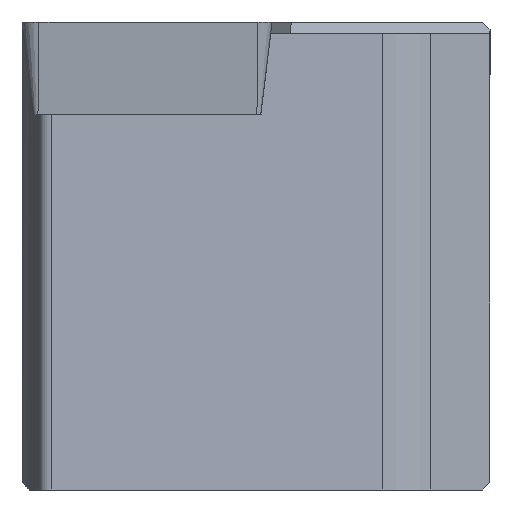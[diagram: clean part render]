
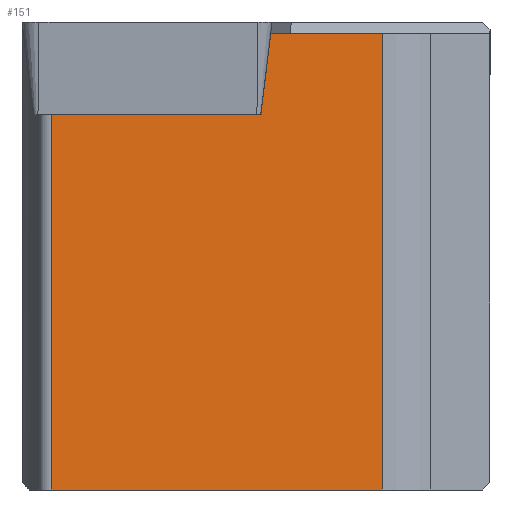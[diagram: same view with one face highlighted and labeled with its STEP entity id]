
A CAD part, left-side view. The second image highlights one B-rep face of the part: STEP entity #151.
In plain terms, the highlighted planar face has unit normal (-0.996, -0.087, 0).
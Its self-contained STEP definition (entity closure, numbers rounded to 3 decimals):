
#151=ADVANCED_FACE('',(#208),#177,.F.);
#177=PLANE('',#722);
#208=FACE_OUTER_BOUND('',#240,.T.);
#240=EDGE_LOOP('',(#392,#393,#394,#395,#396,#397));
#392=ORIENTED_EDGE('',*,*,#545,.T.);
#393=ORIENTED_EDGE('',*,*,#543,.T.);
#394=ORIENTED_EDGE('',*,*,#501,.F.);
#395=ORIENTED_EDGE('',*,*,#546,.T.);
#396=ORIENTED_EDGE('',*,*,#533,.F.);
#397=ORIENTED_EDGE('',*,*,#547,.T.);
#441=VERTEX_POINT('',#953);
#442=VERTEX_POINT('',#955);
#461=VERTEX_POINT('',#1016);
#463=VERTEX_POINT('',#1019);
#469=VERTEX_POINT('',#1038);
#470=VERTEX_POINT('',#1042);
#501=EDGE_CURVE('',#441,#442,#572,.T.);
#533=EDGE_CURVE('',#461,#463,#599,.T.);
#543=EDGE_CURVE('',#469,#442,#607,.T.);
#545=EDGE_CURVE('',#470,#469,#608,.T.);
#546=EDGE_CURVE('',#441,#463,#609,.T.);
#547=EDGE_CURVE('',#461,#470,#610,.T.);
#572=LINE('',#954,#635);
#599=LINE('',#1018,#662);
#607=LINE('',#1037,#670);
#608=LINE('',#1041,#671);
#609=LINE('',#1043,#672);
#610=LINE('',#1044,#673);
#635=VECTOR('',#790,1.);
#662=VECTOR('',#849,1.);
#670=VECTOR('',#867,1.);
#671=VECTOR('',#872,1.);
#672=VECTOR('',#873,1.);
#673=VECTOR('',#874,1.);
#722=AXIS2_PLACEMENT_3D('',#1045,#875,#876);
#790=DIRECTION('',(-0.087,0.996,0.));
#849=DIRECTION('',(0.087,-0.996,0.));
#867=DIRECTION('',(0.,0.,-1.));
#872=DIRECTION('',(-0.087,0.996,0.));
#873=DIRECTION('',(0.,0.,1.));
#874=DIRECTION('',(-0.011,0.123,-0.992));
#875=DIRECTION('',(0.996,0.087,0.));
#876=DIRECTION('',(0.087,-0.996,0.));
#953=CARTESIAN_POINT('',(1.165,2.765,-12.));
#954=CARTESIAN_POINT('',(0.423,11.252,-12.));
#955=CARTESIAN_POINT('',(0.423,11.252,-12.));
#1016=CARTESIAN_POINT('',(0.915,5.619,-0.3));
#1018=CARTESIAN_POINT('',(0.423,11.252,-0.3));
#1019=CARTESIAN_POINT('',(1.165,2.765,-0.3));
#1037=CARTESIAN_POINT('',(0.423,11.252,-30.));
#1038=CARTESIAN_POINT('',(0.423,11.252,-2.38));
#1041=CARTESIAN_POINT('',(0.423,11.252,-2.38));
#1042=CARTESIAN_POINT('',(0.893,5.877,-2.38));
#1043=CARTESIAN_POINT('',(1.165,2.765,-30.));
#1044=CARTESIAN_POINT('',(0.59,9.338,-30.24));
#1045=CARTESIAN_POINT('',(0.423,11.252,-30.));
